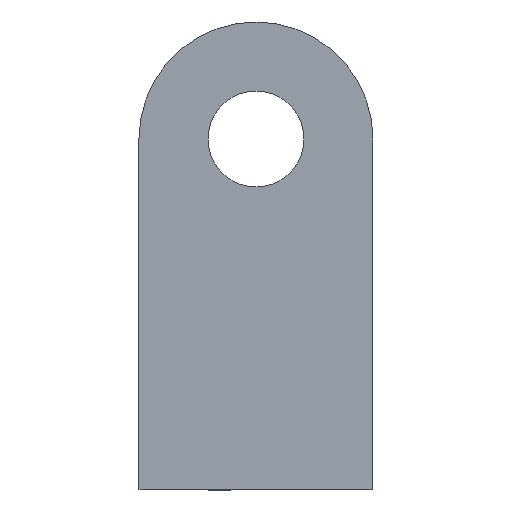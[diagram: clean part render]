
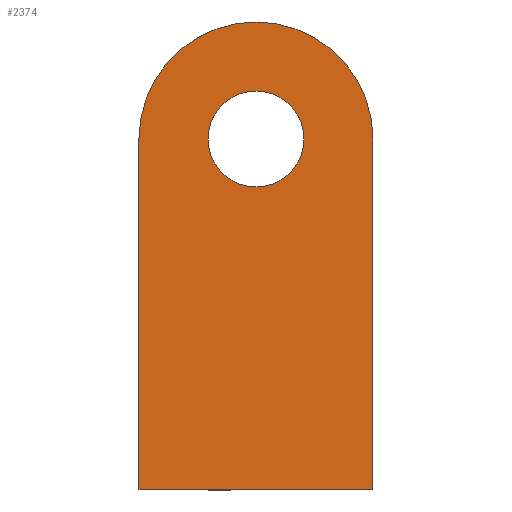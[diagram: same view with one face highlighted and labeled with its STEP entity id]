
A CAD part, left-side view. The second image highlights one B-rep face of the part: STEP entity #2374.
In plain terms, the highlighted planar face has unit normal (-1, 0, 0).
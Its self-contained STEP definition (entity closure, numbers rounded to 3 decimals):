
#29=FACE_BOUND('',#310,.T.);
#51=PLANE('',#2530);
#176=FACE_OUTER_BOUND('',#309,.T.);
#309=EDGE_LOOP('',(#2116,#2117,#2118,#2119));
#310=EDGE_LOOP('',(#2120));
#334=CIRCLE('',#2511,2.05);
#339=CIRCLE('',#2528,5.);
#660=LINE('',#7258,#805);
#676=LINE('',#9629,#821);
#677=LINE('',#9630,#822);
#805=VECTOR('',#2905,10.);
#821=VECTOR('',#2955,10.);
#822=VECTOR('',#2956,10.);
#1049=VERTEX_POINT('',#6087);
#1051=VERTEX_POINT('',#7255);
#1052=VERTEX_POINT('',#7257);
#1063=VERTEX_POINT('',#9617);
#1064=VERTEX_POINT('',#9618);
#1379=EDGE_CURVE('',#1049,#1049,#334,.T.);
#1389=EDGE_CURVE('',#1051,#1052,#660,.T.);
#1420=EDGE_CURVE('',#1063,#1064,#339,.T.);
#1426=EDGE_CURVE('',#1052,#1063,#676,.T.);
#1427=EDGE_CURVE('',#1051,#1064,#677,.T.);
#2116=ORIENTED_EDGE('',*,*,#1420,.F.);
#2117=ORIENTED_EDGE('',*,*,#1426,.F.);
#2118=ORIENTED_EDGE('',*,*,#1389,.F.);
#2119=ORIENTED_EDGE('',*,*,#1427,.T.);
#2120=ORIENTED_EDGE('',*,*,#1379,.T.);
#2374=ADVANCED_FACE('',(#176,#29),#51,.T.);
#2511=AXIS2_PLACEMENT_3D('',#6089,#2898,#2899);
#2528=AXIS2_PLACEMENT_3D('',#9619,#2944,#2945);
#2530=AXIS2_PLACEMENT_3D('',#9628,#2953,#2954);
#2898=DIRECTION('center_axis',(1.,0.,0.));
#2899=DIRECTION('ref_axis',(0.,1.,0.));
#2905=DIRECTION('',(0.,1.,0.));
#2944=DIRECTION('center_axis',(1.,0.,0.));
#2945=DIRECTION('ref_axis',(0.,-0.707,0.707));
#2953=DIRECTION('center_axis',(-1.,0.,0.));
#2954=DIRECTION('ref_axis',(0.,-1.,0.));
#2955=DIRECTION('',(0.,0.,1.));
#2956=DIRECTION('',(0.,0.,1.));
#6087=CARTESIAN_POINT('',(-130.,2.95,15.));
#6089=CARTESIAN_POINT('Origin',(-130.,5.,15.));
#7255=CARTESIAN_POINT('',(-130.,0.,0.));
#7257=CARTESIAN_POINT('',(-130.,10.,0.));
#7258=CARTESIAN_POINT('',(-130.,0.,0.));
#9617=CARTESIAN_POINT('',(-130.,10.,15.));
#9618=CARTESIAN_POINT('',(-130.,0.,15.));
#9619=CARTESIAN_POINT('Origin',(-130.,5.,15.));
#9628=CARTESIAN_POINT('Origin',(-130.,10.,0.));
#9629=CARTESIAN_POINT('',(-130.,10.,0.));
#9630=CARTESIAN_POINT('',(-130.,0.,0.));
